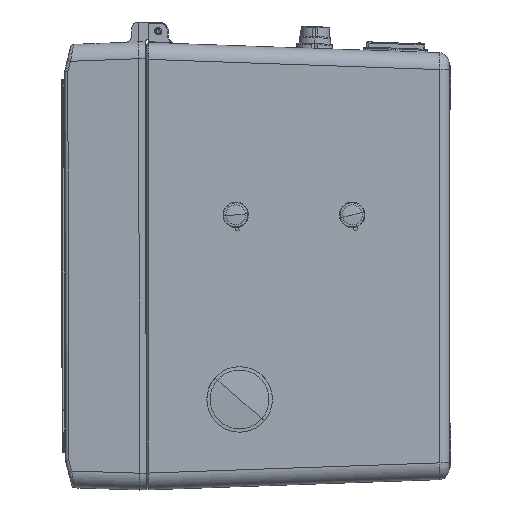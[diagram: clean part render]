
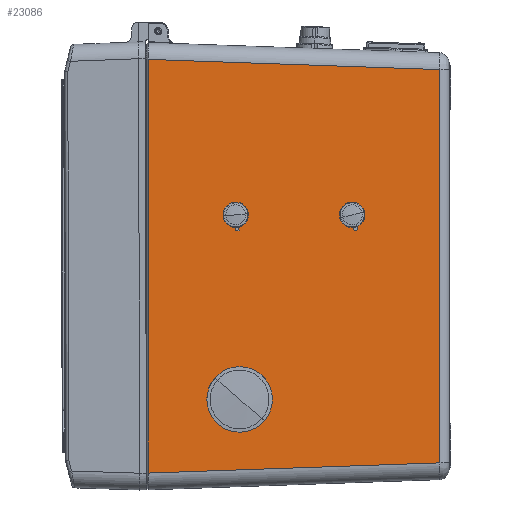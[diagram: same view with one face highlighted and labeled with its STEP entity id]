
A CAD part, left-side view. The second image highlights one B-rep face of the part: STEP entity #23086.
In plain terms, the highlighted planar face has unit normal (-0.999, -0.035, 0).
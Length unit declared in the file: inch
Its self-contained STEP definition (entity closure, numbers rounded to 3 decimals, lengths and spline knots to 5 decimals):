
#262 = DIRECTION ( 'NONE',  ( -0.999, -0.035, 0. ) ) ;
#565 = CARTESIAN_POINT ( 'NONE',  ( -1.24184, -2.76249, -6.73742 ) ) ;
#653 = ORIENTED_EDGE ( 'NONE', *, *, #5231, .T. ) ;
#769 = ORIENTED_EDGE ( 'NONE', *, *, #43325, .T. ) ;
#1383 = ORIENTED_EDGE ( 'NONE', *, *, #14122, .F. ) ;
#1842 = VERTEX_POINT ( 'NONE', #5741 ) ;
#2081 = ORIENTED_EDGE ( 'NONE', *, *, #19509, .F. ) ;
#2174 = DIRECTION ( 'NONE',  ( -0.999, -0.035, 0. ) ) ;
#2835 = AXIS2_PLACEMENT_3D ( 'NONE', #46717, #19931, #51169 ) ;
#4599 = EDGE_CURVE ( 'NONE', #29031, #7829, #4885, .T. ) ;
#4607 = PLANE ( 'NONE',  #38624 ) ;
#4885 = CIRCLE ( 'NONE', #43415, 0.236 ) ;
#5100 = DIRECTION ( 'NONE',  ( 0.035, -0.999, 0.035 ) ) ;
#5231 = EDGE_CURVE ( 'NONE', #46536, #48061, #7183, .T. ) ;
#5741 = CARTESIAN_POINT ( 'NONE',  ( -1.24779, -2.59193, -6.74338 ) ) ;
#5766 = VECTOR ( 'NONE', #38703, 39.37008 ) ;
#5797 = VECTOR ( 'NONE', #5100, 39.37008 ) ;
#5982 = VECTOR ( 'NONE', #38569, 39.37008 ) ;
#6170 = EDGE_LOOP ( 'NONE', ( #653, #769, #44635, #22031 ) ) ;
#6787 = EDGE_CURVE ( 'NONE', #43004, #53262, #48705, .T. ) ;
#7183 = LINE ( 'NONE', #20538, #5766 ) ;
#7829 = VERTEX_POINT ( 'NONE', #46037 ) ;
#8634 = FACE_BOUND ( 'NONE', #50856, .T. ) ;
#9042 = CARTESIAN_POINT ( 'NONE',  ( -1.31256, -0.73706, -2.13518 ) ) ;
#10039 = FACE_OUTER_BOUND ( 'NONE', #6170, .T. ) ;
#11160 = DIRECTION ( 'NONE',  ( -0.999, -0.035, 0. ) ) ;
#11750 = VECTOR ( 'NONE', #56826, 39.37008 ) ;
#12083 = CARTESIAN_POINT ( 'NONE',  ( -1.24779, -2.59193, 0.55849 ) ) ;
#14122 = EDGE_CURVE ( 'NONE', #33133, #17902, #25429, .T. ) ;
#15555 = DIRECTION ( 'NONE',  ( -0.999, -0.035, 0. ) ) ;
#15660 = EDGE_CURVE ( 'NONE', #7829, #29031, #23575, .T. ) ;
#16534 = LINE ( 'NONE', #29417, #5982 ) ;
#16980 = ORIENTED_EDGE ( 'NONE', *, *, #6787, .F. ) ;
#17902 = VERTEX_POINT ( 'NONE', #23574 ) ;
#18577 = DIRECTION ( 'NONE',  ( -0.999, -0.035, 0. ) ) ;
#19509 = EDGE_CURVE ( 'NONE', #53262, #43004, #29626, .T. ) ;
#19788 = EDGE_LOOP ( 'NONE', ( #2081, #16980 ) ) ;
#19931 = DIRECTION ( 'NONE',  ( -0.999, -0.035, 0. ) ) ;
#20538 = CARTESIAN_POINT ( 'NONE',  ( -1.2322, -3.03839, 0.54923 ) ) ;
#22031 = ORIENTED_EDGE ( 'NONE', *, *, #34005, .T. ) ;
#23086 = ADVANCED_FACE ( 'NONE', ( #10039, #8634, #44347, #54803 ), #4607, .T. ) ;
#23152 = DIRECTION ( 'NONE',  ( -0.999, -0.035, 0. ) ) ;
#23574 = CARTESIAN_POINT ( 'NONE',  ( -1.39648, 1.66608, -5.56457 ) ) ;
#23575 = CIRCLE ( 'NONE', #43840, 0.236 ) ;
#25060 = LINE ( 'NONE', #12083, #11750 ) ;
#25429 = CIRCLE ( 'NONE', #2835, 0.5465 ) ;
#26929 = VERTEX_POINT ( 'NONE', #47414 ) ;
#27118 = CARTESIAN_POINT ( 'NONE',  ( -1.24146, -2.77337, -7.04935 ) ) ;
#29031 = VERTEX_POINT ( 'NONE', #9042 ) ;
#29034 = CARTESIAN_POINT ( 'NONE',  ( -1.37741, 1.11991, -5.56457 ) ) ;
#29417 = CARTESIAN_POINT ( 'NONE',  ( -1.43683, 2.82144, -6.93347 ) ) ;
#29626 = CIRCLE ( 'NONE', #46258, 0.236 ) ;
#29657 = LINE ( 'NONE', #565, #5797 ) ;
#29788 = ORIENTED_EDGE ( 'NONE', *, *, #4599, .F. ) ;
#31661 = DIRECTION ( 'NONE',  ( 0.035, -0.999, 0. ) ) ;
#32367 = EDGE_CURVE ( 'NONE', #26929, #1842, #29657, .T. ) ;
#33133 = VERTEX_POINT ( 'NONE', #36828 ) ;
#33204 = EDGE_CURVE ( 'NONE', #17902, #33133, #44049, .T. ) ;
#33536 = DIRECTION ( 'NONE',  ( 0.035, -0.999, 0. ) ) ;
#34005 = EDGE_CURVE ( 'NONE', #1842, #46536, #25060, .T. ) ;
#35705 = CARTESIAN_POINT ( 'NONE',  ( -1.38813, 1.42698, -2.13518 ) ) ;
#36828 = CARTESIAN_POINT ( 'NONE',  ( -1.35834, 0.57374, -5.56457 ) ) ;
#37915 = CARTESIAN_POINT ( 'NONE',  ( -1.3799, 1.19112, -2.13518 ) ) ;
#38569 = DIRECTION ( 'NONE',  ( 0., 0., -1. ) ) ;
#38624 = AXIS2_PLACEMENT_3D ( 'NONE', #27118, #262, #31661 ) ;
#38703 = DIRECTION ( 'NONE',  ( -0.035, 0.999, 0.035 ) ) ;
#40299 = EDGE_LOOP ( 'NONE', ( #42680, #29788 ) ) ;
#42320 = CARTESIAN_POINT ( 'NONE',  ( -1.30433, -0.97292, -2.13518 ) ) ;
#42442 = DIRECTION ( 'NONE',  ( 0.035, -0.999, 0. ) ) ;
#42680 = ORIENTED_EDGE ( 'NONE', *, *, #15660, .F. ) ;
#43004 = VERTEX_POINT ( 'NONE', #35705 ) ;
#43325 = EDGE_CURVE ( 'NONE', #48061, #26929, #16534, .T. ) ;
#43415 = AXIS2_PLACEMENT_3D ( 'NONE', #42320, #15555, #46811 ) ;
#43840 = AXIS2_PLACEMENT_3D ( 'NONE', #45358, #18577, #49790 ) ;
#44049 = CIRCLE ( 'NONE', #50784, 0.5465 ) ;
#44347 = FACE_BOUND ( 'NONE', #40299, .T. ) ;
#44635 = ORIENTED_EDGE ( 'NONE', *, *, #32367, .T. ) ;
#45358 = CARTESIAN_POINT ( 'NONE',  ( -1.30433, -0.97292, -2.13518 ) ) ;
#46037 = CARTESIAN_POINT ( 'NONE',  ( -1.29609, -1.20877, -2.13518 ) ) ;
#46258 = AXIS2_PLACEMENT_3D ( 'NONE', #37915, #11160, #42442 ) ;
#46536 = VERTEX_POINT ( 'NONE', #54974 ) ;
#46717 = CARTESIAN_POINT ( 'NONE',  ( -1.37741, 1.11991, -5.56457 ) ) ;
#46811 = DIRECTION ( 'NONE',  ( 0.035, -0.999, 0. ) ) ;
#47414 = CARTESIAN_POINT ( 'NONE',  ( -1.43683, 2.82144, -6.93242 ) ) ;
#48061 = VERTEX_POINT ( 'NONE', #48363 ) ;
#48363 = CARTESIAN_POINT ( 'NONE',  ( -1.43683, 2.82144, 0.75386 ) ) ;
#48705 = CIRCLE ( 'NONE', #53655, 0.236 ) ;
#49790 = DIRECTION ( 'NONE',  ( 0.035, -0.999, 0. ) ) ;
#49889 = CARTESIAN_POINT ( 'NONE',  ( -1.3799, 1.19112, -2.13518 ) ) ;
#50784 = AXIS2_PLACEMENT_3D ( 'NONE', #29034, #2174, #33536 ) ;
#50856 = EDGE_LOOP ( 'NONE', ( #1383, #56170 ) ) ;
#51169 = DIRECTION ( 'NONE',  ( 0.035, -0.999, 0. ) ) ;
#51478 = CARTESIAN_POINT ( 'NONE',  ( -1.37166, 0.95526, -2.13518 ) ) ;
#53262 = VERTEX_POINT ( 'NONE', #51478 ) ;
#53655 = AXIS2_PLACEMENT_3D ( 'NONE', #49889, #23152, #54414 ) ;
#54414 = DIRECTION ( 'NONE',  ( 0.035, -0.999, 0. ) ) ;
#54803 = FACE_BOUND ( 'NONE', #19788, .T. ) ;
#54974 = CARTESIAN_POINT ( 'NONE',  ( -1.24779, -2.59193, 0.56482 ) ) ;
#56170 = ORIENTED_EDGE ( 'NONE', *, *, #33204, .F. ) ;
#56826 = DIRECTION ( 'NONE',  ( 0., 0., 1. ) ) ;
